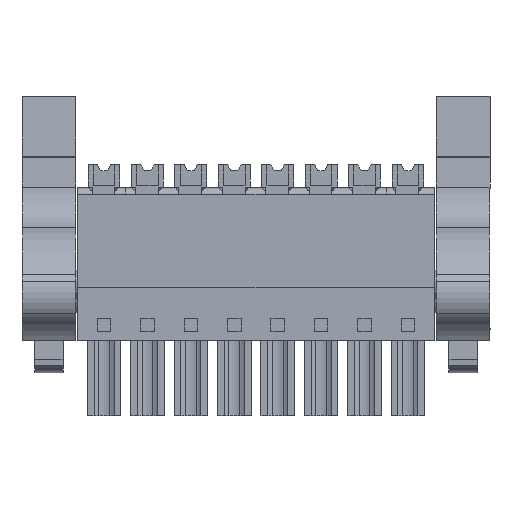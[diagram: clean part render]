
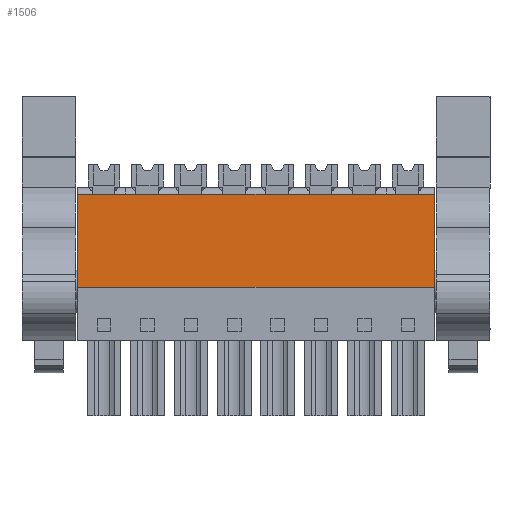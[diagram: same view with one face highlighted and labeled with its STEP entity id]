
A CAD part, front view. The second image highlights one B-rep face of the part: STEP entity #1506.
In plain terms, the highlighted planar face has unit normal (0, -1, 0).
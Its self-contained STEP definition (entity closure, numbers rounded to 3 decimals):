
#1486=AXIS2_PLACEMENT_3D('Plane Axis2P3D',#1483,#1484,#1485) ;
#77=CARTESIAN_POINT('Vertex',(4.9,2.029,11.25)) ;
#80=CARTESIAN_POINT('Line Origine',(4.9,2.029,15.325)) ;
#84=CARTESIAN_POINT('Vertex',(4.9,2.029,19.4)) ;
#1467=CARTESIAN_POINT('Vertex',(36.17,2.029,11.25)) ;
#1470=CARTESIAN_POINT('Line Origine',(20.535,2.029,11.25)) ;
#1483=CARTESIAN_POINT('Axis2P3D Location',(20.04,2.029,19.4)) ;
#1488=CARTESIAN_POINT('Line Origine',(36.17,2.029,15.325)) ;
#1492=CARTESIAN_POINT('Vertex',(36.17,2.029,19.4)) ;
#1495=CARTESIAN_POINT('Line Origine',(20.535,2.029,19.4)) ;
#81=DIRECTION('Vector Direction',(0.,0.,1.)) ;
#1471=DIRECTION('Vector Direction',(1.,0.,0.)) ;
#1484=DIRECTION('Axis2P3D Direction',(0.,-1.,0.)) ;
#1485=DIRECTION('Axis2P3D XDirection',(0.,0.,-1.)) ;
#1489=DIRECTION('Vector Direction',(0.,0.,-1.)) ;
#1496=DIRECTION('Vector Direction',(1.,0.,0.)) ;
#82=VECTOR('Line Direction',#81,1.) ;
#1472=VECTOR('Line Direction',#1471,1.) ;
#1490=VECTOR('Line Direction',#1489,1.) ;
#1497=VECTOR('Line Direction',#1496,1.) ;
#1501=ORIENTED_EDGE('',*,*,#1474,.T.) ;
#1502=ORIENTED_EDGE('',*,*,#1494,.F.) ;
#1503=ORIENTED_EDGE('',*,*,#1499,.F.) ;
#1504=ORIENTED_EDGE('',*,*,#86,.F.) ;
#1506=ADVANCED_FACE('HOUSING',(#1505),#1487,.T.) ;
#86=EDGE_CURVE('',#78,#85,#83,.T.) ;
#1474=EDGE_CURVE('',#78,#1468,#1473,.T.) ;
#1494=EDGE_CURVE('',#1493,#1468,#1491,.T.) ;
#1499=EDGE_CURVE('',#85,#1493,#1498,.T.) ;
#1500=EDGE_LOOP('',(#1501,#1502,#1503,#1504)) ;
#1505=FACE_OUTER_BOUND('',#1500,.T.) ;
#83=LINE('Line',#80,#82) ;
#1473=LINE('Line',#1470,#1472) ;
#1491=LINE('Line',#1488,#1490) ;
#1498=LINE('Line',#1495,#1497) ;
#1487=PLANE('',#1486) ;
#78=VERTEX_POINT('',#77) ;
#85=VERTEX_POINT('',#84) ;
#1468=VERTEX_POINT('',#1467) ;
#1493=VERTEX_POINT('',#1492) ;
